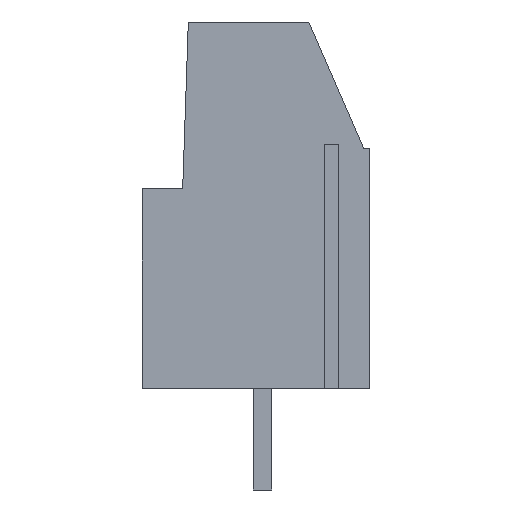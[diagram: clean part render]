
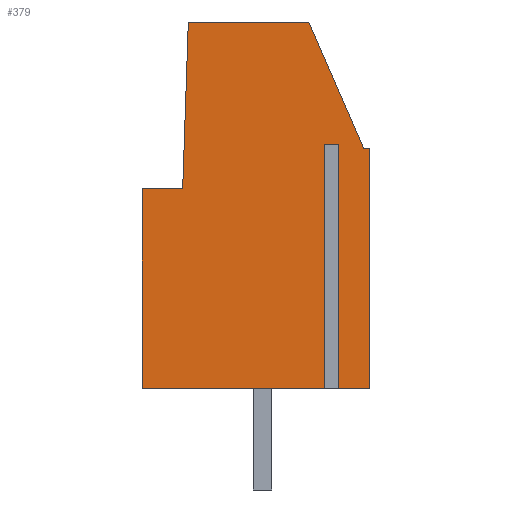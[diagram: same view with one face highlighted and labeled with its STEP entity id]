
A CAD part, left-side view. The second image highlights one B-rep face of the part: STEP entity #379.
In plain terms, the highlighted planar face has unit normal (-1, 0, 0).
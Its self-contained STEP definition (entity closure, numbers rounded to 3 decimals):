
#13=DIRECTION('',(0.,0.,1.));
#21=EDGE_CURVE('',#22,#24,#26,.T.);
#22=VERTEX_POINT('',#23);
#23=CARTESIAN_POINT('',(-2.54,-5.283,0.));
#24=VERTEX_POINT('',#25);
#25=CARTESIAN_POINT('',(-2.54,-3.562,0.));
#26=LINE('',#23,#27);
#27=VECTOR('',#28,1.);
#28=DIRECTION('',(0.,1.,0.));
#35=DIRECTION('',(1.,0.,0.));
#53=VECTOR('',#54,1.);
#54=DIRECTION('',(0.,-1.,0.));
#68=VERTEX_POINT('',#69);
#69=CARTESIAN_POINT('',(-2.54,5.917,0.));
#72=EDGE_CURVE('',#73,#68,#26,.T.);
#73=VERTEX_POINT('',#74);
#74=CARTESIAN_POINT('',(-2.54,-3.205,0.));
#379=ADVANCED_FACE('',(#380),#439,.F.);
#380=FACE_BOUND('',#381,.F.);
#381=EDGE_LOOP('',(#382,#391,#396,#402,#403,#409,#414,#417,#418,#423,#428,#435));
#382=ORIENTED_EDGE('',*,*,#383,.T.);
#383=EDGE_CURVE('',#384,#386,#388,.T.);
#384=VERTEX_POINT('',#385);
#385=CARTESIAN_POINT('',(-2.54,-2.283,18.));
#386=VERTEX_POINT('',#387);
#387=CARTESIAN_POINT('',(-2.54,-4.983,11.8));
#388=LINE('',#385,#389);
#389=VECTOR('',#390,1.);
#390=DIRECTION('',(0.,-0.399,-0.917));
#391=ORIENTED_EDGE('',*,*,#392,.T.);
#392=EDGE_CURVE('',#386,#393,#395,.T.);
#393=VERTEX_POINT('',#394);
#394=CARTESIAN_POINT('',(-2.54,-5.283,11.8));
#395=LINE('',#387,#53);
#396=ORIENTED_EDGE('',*,*,#397,.T.);
#397=EDGE_CURVE('',#393,#22,#398,.T.);
#398=LINE('',#399,#400);
#399=CARTESIAN_POINT('',(-2.54,-5.283,18.));
#400=VECTOR('',#401,1.);
#401=DIRECTION('',(0.,0.,-1.));
#402=ORIENTED_EDGE('',*,*,#21,.T.);
#403=ORIENTED_EDGE('',*,*,#404,.T.);
#404=EDGE_CURVE('',#24,#405,#407,.T.);
#405=VERTEX_POINT('',#406);
#406=CARTESIAN_POINT('',(-2.54,-3.562,12.));
#407=LINE('',#25,#408);
#408=VECTOR('',#13,1.);
#409=ORIENTED_EDGE('',*,*,#410,.T.);
#410=EDGE_CURVE('',#405,#411,#413,.T.);
#411=VERTEX_POINT('',#412);
#412=CARTESIAN_POINT('',(-2.54,-3.205,12.));
#413=LINE('',#406,#27);
#414=ORIENTED_EDGE('',*,*,#415,.F.);
#415=EDGE_CURVE('',#73,#411,#416,.T.);
#416=LINE('',#74,#408);
#417=ORIENTED_EDGE('',*,*,#72,.T.);
#418=ORIENTED_EDGE('',*,*,#419,.T.);
#419=EDGE_CURVE('',#68,#420,#422,.T.);
#420=VERTEX_POINT('',#421);
#421=CARTESIAN_POINT('',(-2.54,5.917,9.8));
#422=LINE('',#69,#408);
#423=ORIENTED_EDGE('',*,*,#424,.F.);
#424=EDGE_CURVE('',#425,#420,#427,.T.);
#425=VERTEX_POINT('',#426);
#426=CARTESIAN_POINT('',(-2.54,3.92,9.8));
#427=LINE('',#426,#27);
#428=ORIENTED_EDGE('',*,*,#429,.F.);
#429=EDGE_CURVE('',#430,#425,#432,.T.);
#430=VERTEX_POINT('',#431);
#431=CARTESIAN_POINT('',(-2.54,3.644,18.));
#432=LINE('',#431,#433);
#433=VECTOR('',#434,1.);
#434=DIRECTION('',(0.,0.034,-0.999));
#435=ORIENTED_EDGE('',*,*,#436,.T.);
#436=EDGE_CURVE('',#430,#384,#437,.T.);
#437=LINE('',#438,#53);
#438=CARTESIAN_POINT('',(-2.54,5.917,18.));
#439=PLANE('',#440);
#440=AXIS2_PLACEMENT_3D('',#441,#35,#442);
#441=CARTESIAN_POINT('',(-2.54,0.317,9.));
#442=DIRECTION('',(-0.,0.,1.));
